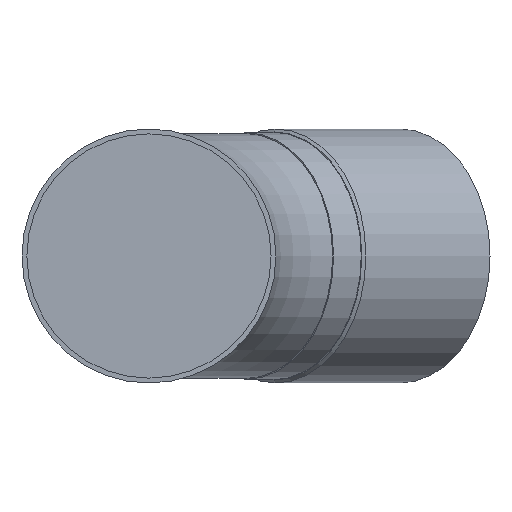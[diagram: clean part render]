
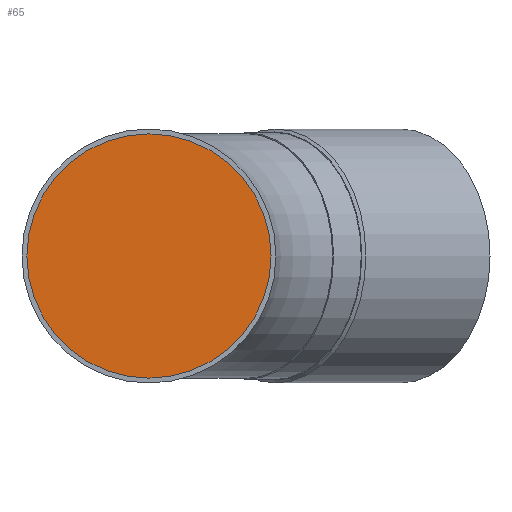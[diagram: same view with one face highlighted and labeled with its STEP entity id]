
A CAD part, front view. The second image highlights one B-rep face of the part: STEP entity #65.
In plain terms, the highlighted planar face has unit normal (0, -1, 0).
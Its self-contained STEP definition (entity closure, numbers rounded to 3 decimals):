
#65 = ADVANCED_FACE( '', ( #139 ), #140, .F. );
#139 = FACE_OUTER_BOUND( '', #212, .T. );
#140 = PLANE( '', #213 );
#212 = EDGE_LOOP( '', ( #303 ) );
#213 = AXIS2_PLACEMENT_3D( '', #304, #305, #306 );
#303 = ORIENTED_EDGE( '', *, *, #356, .F. );
#304 = CARTESIAN_POINT( '', ( 0., -32., 0. ) );
#305 = DIRECTION( '', ( 0., 1., 0. ) );
#306 = DIRECTION( '', ( 0., 0., 1. ) );
#356 = EDGE_CURVE( '', #402, #402, #403, .T. );
#402 = VERTEX_POINT( '', #451 );
#403 = CIRCLE( '', #452, 84.15 );
#451 = CARTESIAN_POINT( '', ( 84.15, -32., 0. ) );
#452 = AXIS2_PLACEMENT_3D( '', #501, #502, #503 );
#501 = CARTESIAN_POINT( '', ( 0., -32., 0. ) );
#502 = DIRECTION( '', ( 0., 1., 0. ) );
#503 = DIRECTION( '', ( 1., 0., 0. ) );
